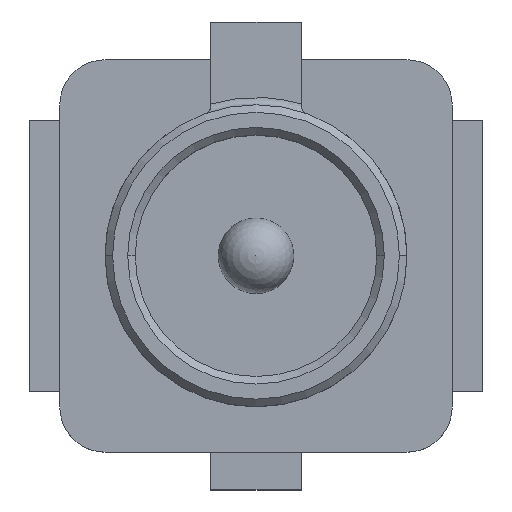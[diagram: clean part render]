
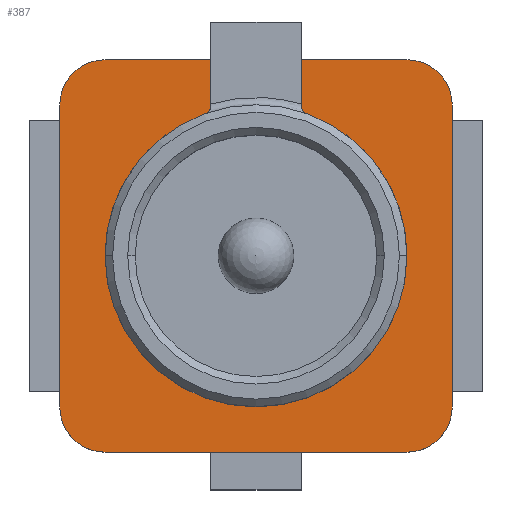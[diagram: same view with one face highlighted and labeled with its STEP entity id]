
A CAD part, top view. The second image highlights one B-rep face of the part: STEP entity #387.
In plain terms, the highlighted planar face has unit normal (0, 0, 1).
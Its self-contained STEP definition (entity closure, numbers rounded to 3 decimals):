
#14 = DIRECTION ( 'NONE',  ( 0., 0., -1. ) ) ;
#20 = CARTESIAN_POINT ( 'NONE',  ( 0., 0., 0.35 ) ) ;
#48 = CARTESIAN_POINT ( 'NONE',  ( -1.3, -1., 0.35 ) ) ;
#69 = ORIENTED_EDGE ( 'NONE', *, *, #1731, .T. ) ;
#84 = VERTEX_POINT ( 'NONE', #2961 ) ;
#101 = CARTESIAN_POINT ( 'NONE',  ( -1., -1.3, 0.35 ) ) ;
#103 = CARTESIAN_POINT ( 'NONE',  ( 1.3, 1., 0.35 ) ) ;
#114 = DIRECTION ( 'NONE',  ( -1., 0., 0. ) ) ;
#152 = ORIENTED_EDGE ( 'NONE', *, *, #1835, .T. ) ;
#156 = ORIENTED_EDGE ( 'NONE', *, *, #1989, .F. ) ;
#206 = CIRCLE ( 'NONE', #433, 0.3 ) ;
#229 = CARTESIAN_POINT ( 'NONE',  ( 1., 0., 0.35 ) ) ;
#330 = ORIENTED_EDGE ( 'NONE', *, *, #1981, .T. ) ;
#387 = ADVANCED_FACE ( 'NONE', ( #2688 ), #3153, .T. ) ;
#411 = ORIENTED_EDGE ( 'NONE', *, *, #1630, .T. ) ;
#422 = AXIS2_PLACEMENT_3D ( 'NONE', #861, #854, #768 ) ;
#428 = AXIS2_PLACEMENT_3D ( 'NONE', #1127, #1057, #1054 ) ;
#433 = AXIS2_PLACEMENT_3D ( 'NONE', #1323, #1276, #1161 ) ;
#444 = AXIS2_PLACEMENT_3D ( 'NONE', #1437, #2286, #1432 ) ;
#457 = ORIENTED_EDGE ( 'NONE', *, *, #1740, .T. ) ;
#513 = AXIS2_PLACEMENT_3D ( 'NONE', #1719, #1624, #1263 ) ;
#518 = AXIS2_PLACEMENT_3D ( 'NONE', #946, #936, #923 ) ;
#525 = AXIS2_PLACEMENT_3D ( 'NONE', #2075, #2063, #2046 ) ;
#555 = VECTOR ( 'NONE', #1999, 1000. ) ;
#614 = CIRCLE ( 'NONE', #804, 1. ) ;
#627 = CARTESIAN_POINT ( 'NONE',  ( -1.3, -1., 0.35 ) ) ;
#637 = AXIS2_PLACEMENT_3D ( 'NONE', #20, #14, #114 ) ;
#739 = LINE ( 'NONE', #2100, #555 ) ;
#766 = ORIENTED_EDGE ( 'NONE', *, *, #1914, .T. ) ;
#768 = DIRECTION ( 'NONE',  ( -1., 0., 0. ) ) ;
#804 = AXIS2_PLACEMENT_3D ( 'NONE', #2262, #1825, #2020 ) ;
#832 = EDGE_LOOP ( 'NONE', ( #330, #156, #2331, #69, #411, #152, #766, #2595, #2667, #3160, #457, #1942, #2792, #2739, #1669, #2752 ) ) ;
#854 = DIRECTION ( 'NONE',  ( 0., 0., 1. ) ) ;
#861 = CARTESIAN_POINT ( 'NONE',  ( 1., 1., 0.35 ) ) ;
#869 = VECTOR ( 'NONE', #1605, 1000. ) ;
#923 = DIRECTION ( 'NONE',  ( -1., 0., 0. ) ) ;
#925 = VECTOR ( 'NONE', #2128, 1000. ) ;
#936 = DIRECTION ( 'NONE',  ( 0., 0., 1. ) ) ;
#946 = CARTESIAN_POINT ( 'NONE',  ( 0.35, 0.99, 0.35 ) ) ;
#967 = LINE ( 'NONE', #1562, #2457 ) ;
#1028 = VERTEX_POINT ( 'NONE', #3164 ) ;
#1054 = DIRECTION ( 'NONE',  ( -1., 0., 0. ) ) ;
#1057 = DIRECTION ( 'NONE',  ( 0., 0., -1. ) ) ;
#1072 = DIRECTION ( 'NONE',  ( 1., 0., 0. ) ) ;
#1127 = CARTESIAN_POINT ( 'NONE',  ( 1., -1., 0.35 ) ) ;
#1161 = DIRECTION ( 'NONE',  ( -1., 0., 0. ) ) ;
#1174 = VECTOR ( 'NONE', #1783, 1000. ) ;
#1263 = DIRECTION ( 'NONE',  ( -1., 0., 0. ) ) ;
#1276 = DIRECTION ( 'NONE',  ( 0., 0., 1. ) ) ;
#1289 = CARTESIAN_POINT ( 'NONE',  ( 0.3, 1.3, 0.35 ) ) ;
#1315 = VECTOR ( 'NONE', #1905, 1000. ) ;
#1323 = CARTESIAN_POINT ( 'NONE',  ( -1., -1., 0.35 ) ) ;
#1383 = DIRECTION ( 'NONE',  ( 0., -1., 0. ) ) ;
#1413 = AXIS2_PLACEMENT_3D ( 'NONE', #1646, #1635, #1072 ) ;
#1432 = DIRECTION ( 'NONE',  ( -1., 0., 0. ) ) ;
#1437 = CARTESIAN_POINT ( 'NONE',  ( -1., 1., 0.35 ) ) ;
#1453 = LINE ( 'NONE', #1765, #1174 ) ;
#1522 = CARTESIAN_POINT ( 'NONE',  ( 1.3, 1., 0.35 ) ) ;
#1537 = DIRECTION ( 'NONE',  ( -1., 0., 0. ) ) ;
#1562 = CARTESIAN_POINT ( 'NONE',  ( -1., 1.3, 0.35 ) ) ;
#1605 = DIRECTION ( 'NONE',  ( 0., 1., 0. ) ) ;
#1624 = DIRECTION ( 'NONE',  ( 0., 0., 1. ) ) ;
#1630 = EDGE_CURVE ( 'NONE', #3086, #2723, #614, .T. ) ;
#1635 = DIRECTION ( 'NONE',  ( 0., 0., 1. ) ) ;
#1646 = CARTESIAN_POINT ( 'NONE',  ( -1., -1., 0.35 ) ) ;
#1669 = ORIENTED_EDGE ( 'NONE', *, *, #2029, .T. ) ;
#1711 = CIRCLE ( 'NONE', #444, 0.3 ) ;
#1719 = CARTESIAN_POINT ( 'NONE',  ( -0.35, 0.99, 0.35 ) ) ;
#1722 = CARTESIAN_POINT ( 'NONE',  ( 1., 1.3, 0.35 ) ) ;
#1730 = CARTESIAN_POINT ( 'NONE',  ( -1., 0., 0.35 ) ) ;
#1731 = EDGE_CURVE ( 'NONE', #2241, #3086, #3339, .T. ) ;
#1740 = EDGE_CURVE ( 'NONE', #1028, #1904, #3407, .T. ) ;
#1742 = CARTESIAN_POINT ( 'NONE',  ( -0.3, 0.99, 0.35 ) ) ;
#1765 = CARTESIAN_POINT ( 'NONE',  ( -1., -1.3, 0.35 ) ) ;
#1783 = DIRECTION ( 'NONE',  ( 1., 0., 0. ) ) ;
#1825 = DIRECTION ( 'NONE',  ( 0., 0., -1. ) ) ;
#1835 = EDGE_CURVE ( 'NONE', #2723, #84, #2376, .T. ) ;
#1849 = CIRCLE ( 'NONE', #518, 0.05 ) ;
#1864 = EDGE_CURVE ( 'NONE', #2452, #2970, #1453, .T. ) ;
#1884 = EDGE_CURVE ( 'NONE', #1982, #2241, #1849, .T. ) ;
#1899 = VERTEX_POINT ( 'NONE', #103 ) ;
#1904 = VERTEX_POINT ( 'NONE', #627 ) ;
#1905 = DIRECTION ( 'NONE',  ( 0., -1., 0. ) ) ;
#1914 = EDGE_CURVE ( 'NONE', #84, #2711, #2027, .T. ) ;
#1942 = ORIENTED_EDGE ( 'NONE', *, *, #2018, .T. ) ;
#1981 = EDGE_CURVE ( 'NONE', #2370, #2187, #3141, .T. ) ;
#1982 = VERTEX_POINT ( 'NONE', #2293 ) ;
#1989 = EDGE_CURVE ( 'NONE', #1982, #2187, #739, .T. ) ;
#1993 = EDGE_CURVE ( 'NONE', #2935, #2711, #2074, .T. ) ;
#1999 = DIRECTION ( 'NONE',  ( 0., 1., 0. ) ) ;
#2000 = EDGE_CURVE ( 'NONE', #2935, #2669, #967, .T. ) ;
#2005 = EDGE_CURVE ( 'NONE', #2669, #1028, #1711, .T. ) ;
#2018 = EDGE_CURVE ( 'NONE', #1904, #2452, #206, .T. ) ;
#2020 = DIRECTION ( 'NONE',  ( -1., 0., 0. ) ) ;
#2024 = EDGE_CURVE ( 'NONE', #2543, #2970, #3006, .T. ) ;
#2027 = CIRCLE ( 'NONE', #513, 0.05 ) ;
#2029 = EDGE_CURVE ( 'NONE', #2543, #1899, #2372, .T. ) ;
#2031 = EDGE_CURVE ( 'NONE', #1899, #2370, #3071, .T. ) ;
#2046 = DIRECTION ( 'NONE',  ( -1., 0., 0. ) ) ;
#2063 = DIRECTION ( 'NONE',  ( 0., 0., -1. ) ) ;
#2074 = LINE ( 'NONE', #2299, #1315 ) ;
#2075 = CARTESIAN_POINT ( 'NONE',  ( 0., 0., 0.35 ) ) ;
#2100 = CARTESIAN_POINT ( 'NONE',  ( 0.3, 1.55, 0.35 ) ) ;
#2128 = DIRECTION ( 'NONE',  ( -1., 0., 0. ) ) ;
#2177 = CARTESIAN_POINT ( 'NONE',  ( -1., 1.3, 0.35 ) ) ;
#2187 = VERTEX_POINT ( 'NONE', #1289 ) ;
#2241 = VERTEX_POINT ( 'NONE', #3351 ) ;
#2262 = CARTESIAN_POINT ( 'NONE',  ( 0., 0., 0.35 ) ) ;
#2286 = DIRECTION ( 'NONE',  ( 0., 0., 1. ) ) ;
#2293 = CARTESIAN_POINT ( 'NONE',  ( 0.3, 0.99, 0.35 ) ) ;
#2299 = CARTESIAN_POINT ( 'NONE',  ( -0.3, 1.55, 0.35 ) ) ;
#2331 = ORIENTED_EDGE ( 'NONE', *, *, #1884, .T. ) ;
#2367 = CARTESIAN_POINT ( 'NONE',  ( -0.3, 1.3, 0.35 ) ) ;
#2370 = VERTEX_POINT ( 'NONE', #1722 ) ;
#2372 = LINE ( 'NONE', #1522, #869 ) ;
#2376 = CIRCLE ( 'NONE', #525, 1. ) ;
#2452 = VERTEX_POINT ( 'NONE', #101 ) ;
#2457 = VECTOR ( 'NONE', #1537, 1000. ) ;
#2543 = VERTEX_POINT ( 'NONE', #3111 ) ;
#2595 = ORIENTED_EDGE ( 'NONE', *, *, #1993, .F. ) ;
#2667 = ORIENTED_EDGE ( 'NONE', *, *, #2000, .T. ) ;
#2669 = VERTEX_POINT ( 'NONE', #3234 ) ;
#2688 = FACE_OUTER_BOUND ( 'NONE', #832, .T. ) ;
#2711 = VERTEX_POINT ( 'NONE', #1742 ) ;
#2723 = VERTEX_POINT ( 'NONE', #1730 ) ;
#2739 = ORIENTED_EDGE ( 'NONE', *, *, #2024, .F. ) ;
#2752 = ORIENTED_EDGE ( 'NONE', *, *, #2031, .T. ) ;
#2792 = ORIENTED_EDGE ( 'NONE', *, *, #1864, .T. ) ;
#2935 = VERTEX_POINT ( 'NONE', #2367 ) ;
#2961 = CARTESIAN_POINT ( 'NONE',  ( -0.333, 0.943, 0.35 ) ) ;
#2970 = VERTEX_POINT ( 'NONE', #3303 ) ;
#3006 = CIRCLE ( 'NONE', #428, 0.3 ) ;
#3071 = CIRCLE ( 'NONE', #422, 0.3 ) ;
#3086 = VERTEX_POINT ( 'NONE', #229 ) ;
#3108 = VECTOR ( 'NONE', #1383, 1000. ) ;
#3111 = CARTESIAN_POINT ( 'NONE',  ( 1.3, -1., 0.35 ) ) ;
#3141 = LINE ( 'NONE', #2177, #925 ) ;
#3153 = PLANE ( 'NONE',  #1413 ) ;
#3160 = ORIENTED_EDGE ( 'NONE', *, *, #2005, .T. ) ;
#3164 = CARTESIAN_POINT ( 'NONE',  ( -1.3, 1., 0.35 ) ) ;
#3234 = CARTESIAN_POINT ( 'NONE',  ( -1., 1.3, 0.35 ) ) ;
#3303 = CARTESIAN_POINT ( 'NONE',  ( 1., -1.3, 0.35 ) ) ;
#3339 = CIRCLE ( 'NONE', #637, 1. ) ;
#3351 = CARTESIAN_POINT ( 'NONE',  ( 0.333, 0.943, 0.35 ) ) ;
#3407 = LINE ( 'NONE', #48, #3108 ) ;
